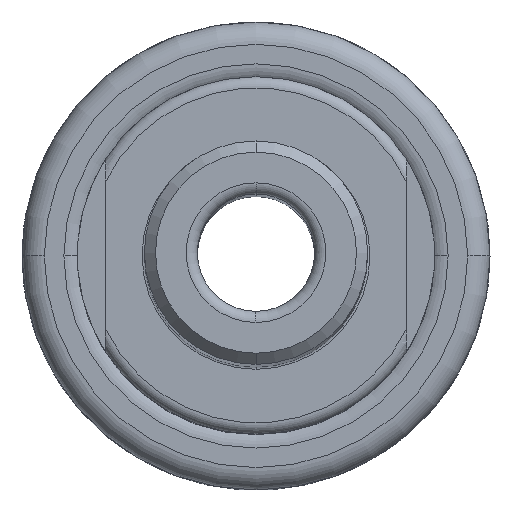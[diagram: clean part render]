
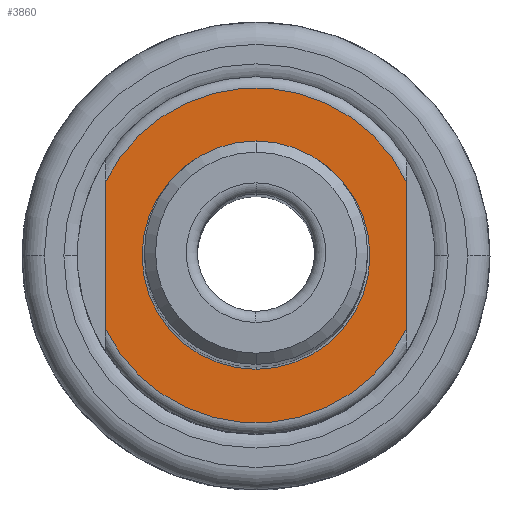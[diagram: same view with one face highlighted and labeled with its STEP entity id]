
A CAD part, top view. The second image highlights one B-rep face of the part: STEP entity #3860.
In plain terms, the highlighted planar face has unit normal (0, 0, 1).
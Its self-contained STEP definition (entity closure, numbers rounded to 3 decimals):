
#227=CARTESIAN_POINT('',(0,0,-73.5));
#228=DIRECTION('',(0,0,-1));
#229=DIRECTION('',(0,1,0));
#230=AXIS2_PLACEMENT_3D('',#227,#228,#229);
#242=CARTESIAN_POINT('',(0,0,-73.5));
#243=DIRECTION('',(0,0,1));
#244=DIRECTION('',(0,1,0));
#245=AXIS2_PLACEMENT_3D('',#242,#243,#244);
#247=DIRECTION('',(0,-1,0));
#248=VECTOR('',#247,13.077);
#249=CARTESIAN_POINT('',(-13.5,6.538,-73.5));
#250=LINE('',#249,#248);
#251=DIRECTION('',(0,-1,0));
#252=VECTOR('',#251,13.077);
#253=CARTESIAN_POINT('',(13.5,6.538,-73.5));
#254=LINE('',#253,#252);
#334=CARTESIAN_POINT('',(0,0,-73.5));
#335=DIRECTION('',(0,0,1));
#336=DIRECTION('',(-0.9,-0.436,0));
#337=AXIS2_PLACEMENT_3D('',#334,#335,#336);
#381=CARTESIAN_POINT('',(0,0,-73.5));
#382=DIRECTION('',(0,0,1));
#383=DIRECTION('',(0.9,0.436,0));
#384=AXIS2_PLACEMENT_3D('',#381,#382,#383);
#3063=CARTESIAN_POINT('',(0,10.2,-73.5));
#3065=VERTEX_POINT('',#3063);
#3073=CARTESIAN_POINT('',(0,-10.2,-73.5));
#3075=VERTEX_POINT('',#3073);
#3091=CARTESIAN_POINT('',(-13.5,6.538,-73.5));
#3092=CARTESIAN_POINT('',(-13.5,-6.538,-73.5));
#3093=VERTEX_POINT('',#3091);
#3094=VERTEX_POINT('',#3092);
#3095=CARTESIAN_POINT('',(13.5,6.538,-73.5));
#3096=CARTESIAN_POINT('',(13.5,-6.538,-73.5));
#3097=VERTEX_POINT('',#3095);
#3098=VERTEX_POINT('',#3096);
#3841=CARTESIAN_POINT('',(0,0,-73.5));
#3842=DIRECTION('',(0,0,-1));
#3843=DIRECTION('',(0,-1,0));
#3844=AXIS2_PLACEMENT_3D('',#3841,#3842,#3843);
#3845=PLANE('',#3844);
#3847=ORIENTED_EDGE('',*,*,#3846,.F.);
#3849=ORIENTED_EDGE('',*,*,#3848,.F.);
#3851=ORIENTED_EDGE('',*,*,#3850,.T.);
#3853=ORIENTED_EDGE('',*,*,#3852,.F.);
#3854=EDGE_LOOP('',(#3847,#3849,#3851,#3853));
#3855=FACE_OUTER_BOUND('',#3854,.F.);
#3856=ORIENTED_EDGE('',*,*,#3820,.F.);
#3857=ORIENTED_EDGE('',*,*,#3836,.T.);
#3858=EDGE_LOOP('',(#3856,#3857));
#3859=FACE_BOUND('',#3858,.F.);
#3860=ADVANCED_FACE('',(#3855,#3859),#3845,.F.);
#231=CIRCLE('',#230,10.2);
#246=CIRCLE('',#245,10.2);
#338=CIRCLE('',#337,15);
#385=CIRCLE('',#384,15);
#3820=EDGE_CURVE('',#3065,#3075,#231,.T.);
#3836=EDGE_CURVE('',#3065,#3075,#246,.T.);
#3846=EDGE_CURVE('',#3093,#3094,#250,.T.);
#3848=EDGE_CURVE('',#3097,#3093,#385,.T.);
#3850=EDGE_CURVE('',#3097,#3098,#254,.T.);
#3852=EDGE_CURVE('',#3094,#3098,#338,.T.);
